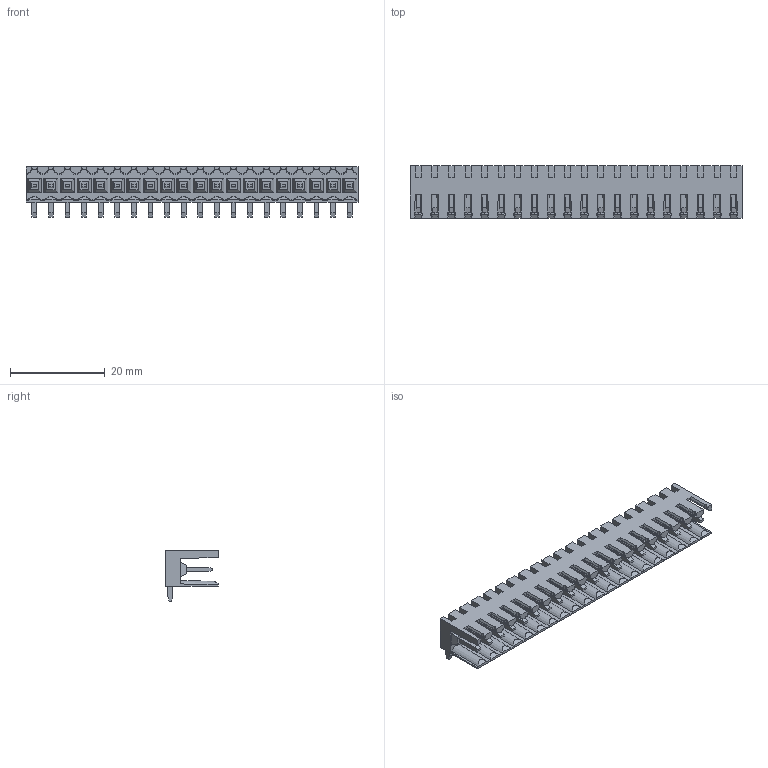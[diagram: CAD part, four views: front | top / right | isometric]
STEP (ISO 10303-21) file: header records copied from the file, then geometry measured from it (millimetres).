
FILE_DESCRIPTION(('CATIA V5 STEP Exchange','CAx-IF Rec.Pracs.--- Model Styling and Organization---1.2---2011-12-15'),'2;1');
FILE_NAME ('D1453604_0_1619020000_1619020000.stp','2018-10-10T04:47:51+00:00',('none'),('Weidmueller'),'CATIA Version 5-6 Release 2014','CATIA V5 STEP AP214','none');
FILE_SCHEMA(('AUTOMOTIVE_DESIGN { 1 0 10303 214 1 1 1 1 }'));
Length unit declared in the file: millimetre
Products named in the file (1): 1619020000
Bounding box: 70 x 11.05 x 10.65 mm (x, y, z)
Volume: 2528.9 mm3; surface area: 6008.8 mm2
Topology: 21 solids, 21 shells, 1230 faces, 3635 edges, 2447 vertices
Faces by surface type: plane 1010, cylinder 160, cone 60
Entity records: 37956 total; most frequent: CARTESIAN_POINT 8605, ORIENTED_EDGE 7270, DIRECTION 4249, EDGE_CURVE 3635, VECTOR 2545, LINE 2545, VERTEX_POINT 2447, EDGE_LOOP 1270
